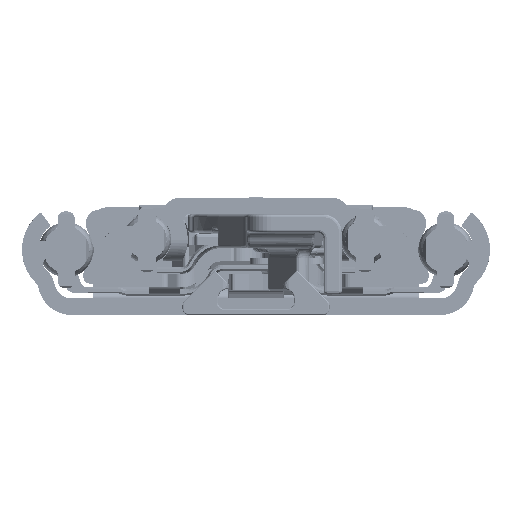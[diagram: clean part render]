
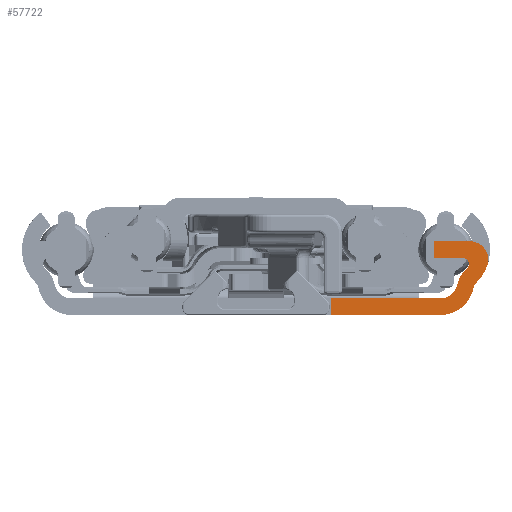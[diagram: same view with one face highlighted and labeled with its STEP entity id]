
A CAD part, front view. The second image highlights one B-rep face of the part: STEP entity #57722.
In plain terms, the highlighted planar face has unit normal (0, -1, 0).
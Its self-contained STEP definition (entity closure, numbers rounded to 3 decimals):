
#2488=PLANE('',#61733);
#3754=LINE('',#86081,#8355);
#3760=LINE('',#86093,#8361);
#3802=LINE('',#86220,#8403);
#3814=LINE('',#86283,#8415);
#3815=LINE('',#86291,#8416);
#3816=LINE('',#86293,#8417);
#3817=LINE('',#86295,#8418);
#3818=LINE('',#86303,#8419);
#8355=VECTOR('',#68311,10.);
#8361=VECTOR('',#68325,10.);
#8403=VECTOR('',#68413,10.);
#8415=VECTOR('',#68465,10.);
#8416=VECTOR('',#68472,10.);
#8417=VECTOR('',#68473,10.);
#8418=VECTOR('',#68474,10.);
#8419=VECTOR('',#68481,10.);
#13141=FACE_OUTER_BOUND('',#16565,.T.);
#16565=EDGE_LOOP('',(#38056,#38057,#38058,#38059,#38060,#38061,#38062,#38063,
#38064,#38065,#38066,#38067,#38068,#38069,#38070,#38071));
#20142=CIRCLE('',#61734,5.45);
#20143=CIRCLE('',#61735,1.5);
#20144=CIRCLE('',#61736,7.6);
#20145=CIRCLE('',#61737,3.);
#20146=CIRCLE('',#61738,1.);
#20147=CIRCLE('',#61739,4.9);
#20148=CIRCLE('',#61740,4.2);
#20149=CIRCLE('',#61741,2.75);
#23045=VERTEX_POINT('',#86077);
#23047=VERTEX_POINT('',#86080);
#23049=VERTEX_POINT('',#86092);
#23111=VERTEX_POINT('',#86218);
#23141=VERTEX_POINT('',#86280);
#23142=VERTEX_POINT('',#86282);
#23143=VERTEX_POINT('',#86284);
#23144=VERTEX_POINT('',#86286);
#23145=VERTEX_POINT('',#86288);
#23146=VERTEX_POINT('',#86290);
#23147=VERTEX_POINT('',#86292);
#23148=VERTEX_POINT('',#86294);
#23149=VERTEX_POINT('',#86296);
#23150=VERTEX_POINT('',#86298);
#23151=VERTEX_POINT('',#86300);
#23152=VERTEX_POINT('',#86302);
#28844=EDGE_CURVE('',#23047,#23045,#3754,.T.);
#28851=EDGE_CURVE('',#23049,#23047,#3760,.T.);
#28915=EDGE_CURVE('',#23045,#23111,#3802,.T.);
#28945=EDGE_CURVE('',#23111,#23141,#20142,.T.);
#28946=EDGE_CURVE('',#23141,#23142,#3814,.T.);
#28947=EDGE_CURVE('',#23142,#23143,#20143,.T.);
#28948=EDGE_CURVE('',#23143,#23144,#20144,.T.);
#28949=EDGE_CURVE('',#23144,#23145,#20145,.T.);
#28950=EDGE_CURVE('',#23145,#23146,#3815,.T.);
#28951=EDGE_CURVE('',#23146,#23147,#3816,.T.);
#28952=EDGE_CURVE('',#23147,#23148,#3817,.T.);
#28953=EDGE_CURVE('',#23148,#23149,#20146,.T.);
#28954=EDGE_CURVE('',#23149,#23150,#20147,.T.);
#28955=EDGE_CURVE('',#23150,#23151,#20148,.T.);
#28956=EDGE_CURVE('',#23151,#23152,#3818,.T.);
#28957=EDGE_CURVE('',#23152,#23049,#20149,.T.);
#38056=ORIENTED_EDGE('',*,*,#28844,.T.);
#38057=ORIENTED_EDGE('',*,*,#28915,.T.);
#38058=ORIENTED_EDGE('',*,*,#28945,.T.);
#38059=ORIENTED_EDGE('',*,*,#28946,.T.);
#38060=ORIENTED_EDGE('',*,*,#28947,.T.);
#38061=ORIENTED_EDGE('',*,*,#28948,.T.);
#38062=ORIENTED_EDGE('',*,*,#28949,.T.);
#38063=ORIENTED_EDGE('',*,*,#28950,.T.);
#38064=ORIENTED_EDGE('',*,*,#28951,.T.);
#38065=ORIENTED_EDGE('',*,*,#28952,.T.);
#38066=ORIENTED_EDGE('',*,*,#28953,.T.);
#38067=ORIENTED_EDGE('',*,*,#28954,.T.);
#38068=ORIENTED_EDGE('',*,*,#28955,.T.);
#38069=ORIENTED_EDGE('',*,*,#28956,.T.);
#38070=ORIENTED_EDGE('',*,*,#28957,.T.);
#38071=ORIENTED_EDGE('',*,*,#28851,.T.);
#57722=ADVANCED_FACE('',(#13141),#2488,.F.);
#61733=AXIS2_PLACEMENT_3D('',#86279,#68461,#68462);
#61734=AXIS2_PLACEMENT_3D('',#86281,#68463,#68464);
#61735=AXIS2_PLACEMENT_3D('',#86285,#68466,#68467);
#61736=AXIS2_PLACEMENT_3D('',#86287,#68468,#68469);
#61737=AXIS2_PLACEMENT_3D('',#86289,#68470,#68471);
#61738=AXIS2_PLACEMENT_3D('',#86297,#68475,#68476);
#61739=AXIS2_PLACEMENT_3D('',#86299,#68477,#68478);
#61740=AXIS2_PLACEMENT_3D('',#86301,#68479,#68480);
#61741=AXIS2_PLACEMENT_3D('',#86304,#68482,#68483);
#68311=DIRECTION('',(0.,0.,-1.));
#68325=DIRECTION('',(-1.,0.,0.));
#68413=DIRECTION('',(1.,0.,0.));
#68461=DIRECTION('center_axis',(0.,1.,0.));
#68462=DIRECTION('ref_axis',(0.,0.,1.));
#68463=DIRECTION('center_axis',(0.,-1.,0.));
#68464=DIRECTION('ref_axis',(-0.966,0.,0.259));
#68465=DIRECTION('',(0.259,0.,0.966));
#68466=DIRECTION('center_axis',(0.,1.,0.));
#68467=DIRECTION('ref_axis',(-0.966,0.,0.259));
#68468=DIRECTION('center_axis',(0.,-1.,0.));
#68469=DIRECTION('ref_axis',(-0.938,0.,0.348));
#68470=DIRECTION('center_axis',(0.,-1.,0.));
#68471=DIRECTION('ref_axis',(0.,0.,
-1.));
#68472=DIRECTION('',(-1.,0.,0.));
#68473=DIRECTION('',(0.,0.,-1.));
#68474=DIRECTION('',(1.,0.,0.));
#68475=DIRECTION('center_axis',(0.,1.,0.));
#68476=DIRECTION('ref_axis',(0.,0.,1.));
#68477=DIRECTION('center_axis',(0.,1.,0.));
#68478=DIRECTION('ref_axis',(0.808,0.,-0.59));
#68479=DIRECTION('center_axis',(0.,-1.,0.));
#68480=DIRECTION('ref_axis',(0.966,0.,-0.259));
#68481=DIRECTION('',(-0.259,0.,-0.966));
#68482=DIRECTION('center_axis',(0.,1.,0.));
#68483=DIRECTION('ref_axis',(0.966,0.,-0.259));
#86077=CARTESIAN_POINT('',(12.227,0.,0.));
#86080=CARTESIAN_POINT('',(12.227,0.,2.7));
#86081=CARTESIAN_POINT('',(12.227,0.,3.391));
#86092=CARTESIAN_POINT('',(30.069,0.,2.7));
#86093=CARTESIAN_POINT('',(30.069,0.,2.7));
#86218=CARTESIAN_POINT('',(30.069,0.,0.));
#86220=CARTESIAN_POINT('',(25.,0.,0.));
#86279=CARTESIAN_POINT('Origin',(0.,0.,4.082));
#86280=CARTESIAN_POINT('',(35.333,0.,4.039));
#86281=CARTESIAN_POINT('Origin',(30.069,0.,
5.45));
#86282=CARTESIAN_POINT('',(35.465,0.,4.533));
#86283=CARTESIAN_POINT('',(35.333,0.,4.039));
#86284=CARTESIAN_POINT('',(35.857,0.,5.209));
#86285=CARTESIAN_POINT('Origin',(36.914,0.,
4.145));
#86286=CARTESIAN_POINT('',(37.625,0.,7.957));
#86287=CARTESIAN_POINT('Origin',(30.5,0.,
10.6));
#86288=CARTESIAN_POINT('',(34.813,0.,12.));
#86289=CARTESIAN_POINT('Origin',(34.813,0.,
9.));
#86290=CARTESIAN_POINT('',(29.,0.,12.));
#86291=CARTESIAN_POINT('',(34.813,0.,12.));
#86292=CARTESIAN_POINT('',(29.,0.,9.3));
#86293=CARTESIAN_POINT('',(29.,0.,12.));
#86294=CARTESIAN_POINT('',(33.65,0.,9.3));
#86295=CARTESIAN_POINT('',(29.,0.,9.3));
#86296=CARTESIAN_POINT('',(34.457,0.,7.71));
#86297=CARTESIAN_POINT('Origin',(33.65,0.,
8.3));
#86298=CARTESIAN_POINT('',(33.954,0.,7.124));
#86299=CARTESIAN_POINT('Origin',(30.5,0.,
10.6));
#86300=CARTESIAN_POINT('',(32.857,0.,5.232));
#86301=CARTESIAN_POINT('Origin',(36.914,0.,
4.145));
#86302=CARTESIAN_POINT('',(32.725,0.,4.738));
#86303=CARTESIAN_POINT('',(32.857,0.,5.232));
#86304=CARTESIAN_POINT('Origin',(30.069,0.,
5.45));
